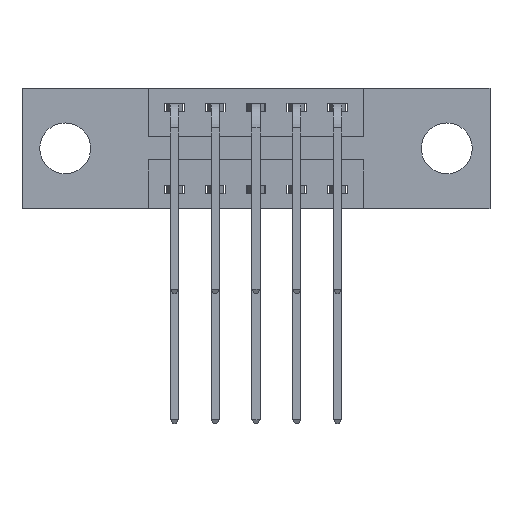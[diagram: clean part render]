
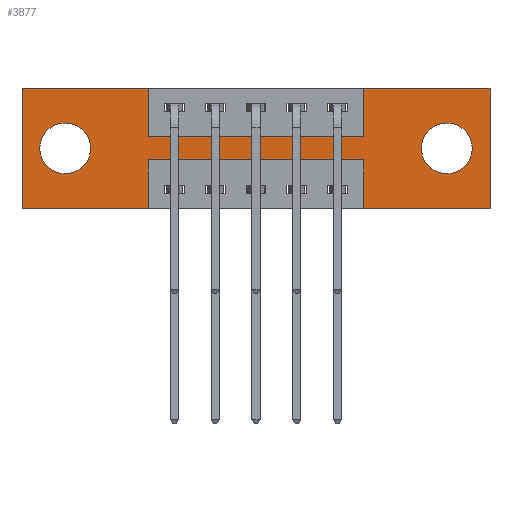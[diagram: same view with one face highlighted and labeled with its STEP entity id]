
A CAD part, front view. The second image highlights one B-rep face of the part: STEP entity #3877.
In plain terms, the highlighted planar face has unit normal (0, -1, 0).
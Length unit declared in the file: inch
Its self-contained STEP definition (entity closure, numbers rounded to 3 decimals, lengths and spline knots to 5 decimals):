
#186 = CARTESIAN_POINT ( 'NONE',  ( 1.3025, 0., -0.263 ) ) ;
#216 = CIRCLE ( 'NONE', #8902, 0.078 ) ;
#319 = ORIENTED_EDGE ( 'NONE', *, *, #4145, .F. ) ;
#381 = CARTESIAN_POINT ( 'NONE',  ( 0.3875, 0., -0.37 ) ) ;
#389 = VERTEX_POINT ( 'NONE', #2140 ) ;
#519 = EDGE_CURVE ( 'NONE', #9216, #1374, #4805, .T. ) ;
#632 = DIRECTION ( 'NONE',  ( 0., 0., -1. ) ) ;
#656 = CARTESIAN_POINT ( 'NONE',  ( 0., 0., -0.37 ) ) ;
#799 = CARTESIAN_POINT ( 'NONE',  ( 1.3025, 0., -0.185 ) ) ;
#1043 = VERTEX_POINT ( 'NONE', #9573 ) ;
#1126 = ORIENTED_EDGE ( 'NONE', *, *, #1234, .F. ) ;
#1234 = EDGE_CURVE ( 'NONE', #6053, #1860, #7330, .T. ) ;
#1260 = ORIENTED_EDGE ( 'NONE', *, *, #5586, .F. ) ;
#1374 = VERTEX_POINT ( 'NONE', #5919 ) ;
#1529 = CARTESIAN_POINT ( 'NONE',  ( 1.435, 0., 0. ) ) ;
#1548 = DIRECTION ( 'NONE',  ( 0., 0., 1. ) ) ;
#1568 = VECTOR ( 'NONE', #9997, 39.37008 ) ;
#1602 = EDGE_CURVE ( 'NONE', #6480, #5675, #2332, .T. ) ;
#1860 = VERTEX_POINT ( 'NONE', #8331 ) ;
#1951 = CARTESIAN_POINT ( 'NONE',  ( 0., 0., -0.37 ) ) ;
#1972 = FACE_OUTER_BOUND ( 'NONE', #9616, .T. ) ;
#2046 = ORIENTED_EDGE ( 'NONE', *, *, #8105, .F. ) ;
#2140 = CARTESIAN_POINT ( 'NONE',  ( 1.0475, 0., 0. ) ) ;
#2292 = VERTEX_POINT ( 'NONE', #5956 ) ;
#2332 = LINE ( 'NONE', #9468, #8216 ) ;
#2376 = CARTESIAN_POINT ( 'NONE',  ( 1.0475, 0., -0.37 ) ) ;
#2441 = ORIENTED_EDGE ( 'NONE', *, *, #9382, .F. ) ;
#2479 = DIRECTION ( 'NONE',  ( 0., 1., 0. ) ) ;
#2500 = CIRCLE ( 'NONE', #8024, 0.078 ) ;
#2502 = LINE ( 'NONE', #3941, #7968 ) ;
#2517 = CARTESIAN_POINT ( 'NONE',  ( 0.3875, 0., -0.15 ) ) ;
#2629 = EDGE_CURVE ( 'NONE', #9431, #6431, #6350, .T. ) ;
#2763 = CARTESIAN_POINT ( 'NONE',  ( 0., 0., -0.37 ) ) ;
#2789 = DIRECTION ( 'NONE',  ( 1., 0., 0. ) ) ;
#2835 = LINE ( 'NONE', #1529, #7587 ) ;
#2894 = DIRECTION ( 'NONE',  ( 0., 1., 0. ) ) ;
#2967 = DIRECTION ( 'NONE',  ( 0., -1., 0. ) ) ;
#3024 = ORIENTED_EDGE ( 'NONE', *, *, #5930, .T. ) ;
#3075 = DIRECTION ( 'NONE',  ( 0., 0., -1. ) ) ;
#3161 = EDGE_CURVE ( 'NONE', #1043, #5349, #6876, .T. ) ;
#3406 = EDGE_CURVE ( 'NONE', #8904, #7377, #2835, .T. ) ;
#3444 = VECTOR ( 'NONE', #7591, 39.37008 ) ;
#3539 = VECTOR ( 'NONE', #4364, 39.37008 ) ;
#3580 = ORIENTED_EDGE ( 'NONE', *, *, #5084, .T. ) ;
#3651 = DIRECTION ( 'NONE',  ( 0., 0., 1. ) ) ;
#3670 = LINE ( 'NONE', #5559, #9532 ) ;
#3802 = CARTESIAN_POINT ( 'NONE',  ( 0., 0., -0.37 ) ) ;
#3877 = ADVANCED_FACE ( 'NONE', ( #6643, #6177, #1972 ), #9679, .T. ) ;
#3915 = CARTESIAN_POINT ( 'NONE',  ( 1.0475, 0., -0.15 ) ) ;
#3941 = CARTESIAN_POINT ( 'NONE',  ( 0., 0., 0. ) ) ;
#4018 = EDGE_CURVE ( 'NONE', #4081, #8161, #9572, .T. ) ;
#4081 = VERTEX_POINT ( 'NONE', #2517 ) ;
#4145 = EDGE_CURVE ( 'NONE', #8161, #389, #8606, .T. ) ;
#4256 = VECTOR ( 'NONE', #2789, 39.37008 ) ;
#4364 = DIRECTION ( 'NONE',  ( 0., 0., 1. ) ) ;
#4383 = CARTESIAN_POINT ( 'NONE',  ( 0., 0., 0. ) ) ;
#4386 = CARTESIAN_POINT ( 'NONE',  ( 0.1325, 0., -0.185 ) ) ;
#4419 = LINE ( 'NONE', #656, #1568 ) ;
#4515 = CARTESIAN_POINT ( 'NONE',  ( 1.3025, 0., -0.107 ) ) ;
#4522 = CARTESIAN_POINT ( 'NONE',  ( 0.1325, 0., -0.263 ) ) ;
#4670 = CARTESIAN_POINT ( 'NONE',  ( 0.3875, 0., -0.15 ) ) ;
#4739 = EDGE_CURVE ( 'NONE', #5675, #6053, #4419, .T. ) ;
#4805 = LINE ( 'NONE', #2376, #8489 ) ;
#4965 = DIRECTION ( 'NONE',  ( 0., 0., -1. ) ) ;
#4984 = DIRECTION ( 'NONE',  ( 0., 0., 1. ) ) ;
#4996 = DIRECTION ( 'NONE',  ( -1., 0., 0. ) ) ;
#5084 = EDGE_CURVE ( 'NONE', #5349, #1043, #2500, .T. ) ;
#5154 = VECTOR ( 'NONE', #8782, 39.37008 ) ;
#5342 = ORIENTED_EDGE ( 'NONE', *, *, #3161, .T. ) ;
#5349 = VERTEX_POINT ( 'NONE', #4522 ) ;
#5559 = CARTESIAN_POINT ( 'NONE',  ( 0.3875, 0., -0.22 ) ) ;
#5586 = EDGE_CURVE ( 'NONE', #7377, #9216, #9638, .T. ) ;
#5590 = CARTESIAN_POINT ( 'NONE',  ( 0.3875, 0., 0. ) ) ;
#5675 = VERTEX_POINT ( 'NONE', #381 ) ;
#5784 = CARTESIAN_POINT ( 'NONE',  ( 1.0475, 0., 0. ) ) ;
#5817 = CARTESIAN_POINT ( 'NONE',  ( 0.1325, 0., -0.185 ) ) ;
#5842 = VECTOR ( 'NONE', #4984, 39.37008 ) ;
#5858 = DIRECTION ( 'NONE',  ( 0., 0., 1. ) ) ;
#5919 = CARTESIAN_POINT ( 'NONE',  ( 1.0475, 0., -0.22 ) ) ;
#5930 = EDGE_CURVE ( 'NONE', #6431, #9431, #216, .T. ) ;
#5956 = CARTESIAN_POINT ( 'NONE',  ( 0.3875, 0., 0. ) ) ;
#6048 = CARTESIAN_POINT ( 'NONE',  ( 1.0475, 0., -0.37 ) ) ;
#6053 = VERTEX_POINT ( 'NONE', #1951 ) ;
#6177 = FACE_BOUND ( 'NONE', #9734, .T. ) ;
#6218 = EDGE_CURVE ( 'NONE', #389, #8904, #2502, .T. ) ;
#6294 = DIRECTION ( 'NONE',  ( -1., 0., 0. ) ) ;
#6347 = CARTESIAN_POINT ( 'NONE',  ( 1.3025, 0., -0.185 ) ) ;
#6350 = CIRCLE ( 'NONE', #8616, 0.078 ) ;
#6431 = VERTEX_POINT ( 'NONE', #4515 ) ;
#6480 = VERTEX_POINT ( 'NONE', #7282 ) ;
#6602 = ORIENTED_EDGE ( 'NONE', *, *, #6218, .F. ) ;
#6643 = FACE_BOUND ( 'NONE', #7013, .T. ) ;
#6876 = CIRCLE ( 'NONE', #8815, 0.078 ) ;
#7013 = EDGE_LOOP ( 'NONE', ( #3024, #9988 ) ) ;
#7072 = EDGE_CURVE ( 'NONE', #1374, #6480, #3670, .T. ) ;
#7282 = CARTESIAN_POINT ( 'NONE',  ( 0.3875, 0., -0.22 ) ) ;
#7330 = LINE ( 'NONE', #8169, #3539 ) ;
#7377 = VERTEX_POINT ( 'NONE', #9774 ) ;
#7587 = VECTOR ( 'NONE', #3075, 39.37008 ) ;
#7591 = DIRECTION ( 'NONE',  ( 1., 0., 0. ) ) ;
#7968 = VECTOR ( 'NONE', #9256, 39.37008 ) ;
#7985 = ORIENTED_EDGE ( 'NONE', *, *, #4739, .F. ) ;
#8024 = AXIS2_PLACEMENT_3D ( 'NONE', #5817, #8102, #3651 ) ;
#8102 = DIRECTION ( 'NONE',  ( 0., 1., 0. ) ) ;
#8105 = EDGE_CURVE ( 'NONE', #1860, #2292, #9264, .T. ) ;
#8161 = VERTEX_POINT ( 'NONE', #3915 ) ;
#8169 = CARTESIAN_POINT ( 'NONE',  ( 0., 0., 0. ) ) ;
#8216 = VECTOR ( 'NONE', #4965, 39.37008 ) ;
#8331 = CARTESIAN_POINT ( 'NONE',  ( 0., 0., 0. ) ) ;
#8435 = ORIENTED_EDGE ( 'NONE', *, *, #7072, .F. ) ;
#8489 = VECTOR ( 'NONE', #1548, 39.37008 ) ;
#8606 = LINE ( 'NONE', #5784, #5842 ) ;
#8616 = AXIS2_PLACEMENT_3D ( 'NONE', #799, #9312, #9243 ) ;
#8633 = DIRECTION ( 'NONE',  ( 0., 0., -1. ) ) ;
#8659 = ORIENTED_EDGE ( 'NONE', *, *, #519, .F. ) ;
#8733 = CARTESIAN_POINT ( 'NONE',  ( 1.435, 0., 0. ) ) ;
#8753 = LINE ( 'NONE', #5590, #5154 ) ;
#8782 = DIRECTION ( 'NONE',  ( 0., 0., -1. ) ) ;
#8815 = AXIS2_PLACEMENT_3D ( 'NONE', #4386, #2894, #5858 ) ;
#8902 = AXIS2_PLACEMENT_3D ( 'NONE', #6347, #2479, #8633 ) ;
#8904 = VERTEX_POINT ( 'NONE', #8733 ) ;
#9014 = ORIENTED_EDGE ( 'NONE', *, *, #4018, .F. ) ;
#9032 = VECTOR ( 'NONE', #4996, 39.37008 ) ;
#9216 = VERTEX_POINT ( 'NONE', #6048 ) ;
#9243 = DIRECTION ( 'NONE',  ( 0., 0., -1. ) ) ;
#9256 = DIRECTION ( 'NONE',  ( 1., 0., 0. ) ) ;
#9264 = LINE ( 'NONE', #4383, #4256 ) ;
#9312 = DIRECTION ( 'NONE',  ( 0., 1., 0. ) ) ;
#9382 = EDGE_CURVE ( 'NONE', #2292, #4081, #8753, .T. ) ;
#9431 = VERTEX_POINT ( 'NONE', #186 ) ;
#9468 = CARTESIAN_POINT ( 'NONE',  ( 0.3875, 0., -0.37 ) ) ;
#9532 = VECTOR ( 'NONE', #6294, 39.37008 ) ;
#9572 = LINE ( 'NONE', #4670, #3444 ) ;
#9573 = CARTESIAN_POINT ( 'NONE',  ( 0.1325, 0., -0.107 ) ) ;
#9616 = EDGE_LOOP ( 'NONE', ( #9749, #8435, #8659, #1260, #9866, #6602, #319, #9014, #2441, #2046, #1126, #7985 ) ) ;
#9638 = LINE ( 'NONE', #2763, #9032 ) ;
#9679 = PLANE ( 'NONE',  #9924 ) ;
#9734 = EDGE_LOOP ( 'NONE', ( #5342, #3580 ) ) ;
#9749 = ORIENTED_EDGE ( 'NONE', *, *, #1602, .F. ) ;
#9774 = CARTESIAN_POINT ( 'NONE',  ( 1.435, 0., -0.37 ) ) ;
#9866 = ORIENTED_EDGE ( 'NONE', *, *, #3406, .F. ) ;
#9924 = AXIS2_PLACEMENT_3D ( 'NONE', #3802, #2967, #632 ) ;
#9988 = ORIENTED_EDGE ( 'NONE', *, *, #2629, .T. ) ;
#9997 = DIRECTION ( 'NONE',  ( -1., 0., 0. ) ) ;
